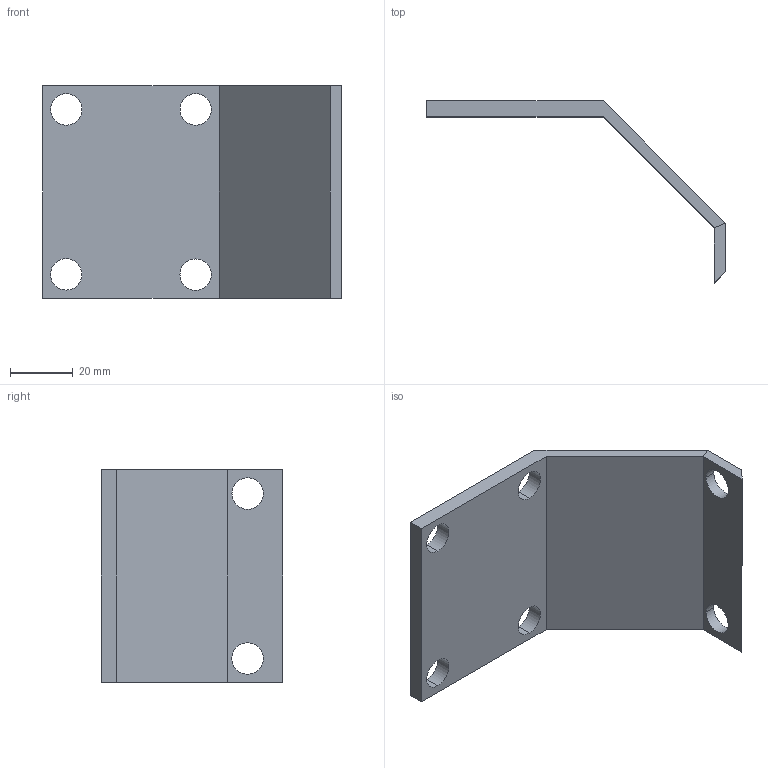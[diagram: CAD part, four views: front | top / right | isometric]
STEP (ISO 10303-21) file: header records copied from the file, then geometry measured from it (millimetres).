
FILE_DESCRIPTION (( 'STEP AP214' ), '1' );
FILE_NAME ('Part joining rod and motor.STEP', '2021-06-04T15:31:57', ( '' ), ( '' ), 'SwSTEP 2.0', 'SolidWorks 2020', '' );
FILE_SCHEMA (( 'AUTOMOTIVE_DESIGN' ));
Length unit declared in the file: millimetre
Products named in the file (1): Part joining rod and motor
Bounding box: 95.14 x 57.86 x 67.5 mm (x, y, z)
Volume: 33316.5 mm3; surface area: 18537.1 mm2
Topology: 1 solids, 1 shells, 24 faces, 62 edges, 40 vertices
Faces by surface type: cylinder 12, plane 12
Entity records: 796 total; most frequent: DIRECTION 136, CARTESIAN_POINT 127, ORIENTED_EDGE 124, EDGE_CURVE 62, AXIS2_PLACEMENT_3D 49, VERTEX_POINT 40, LINE 38, VECTOR 38
